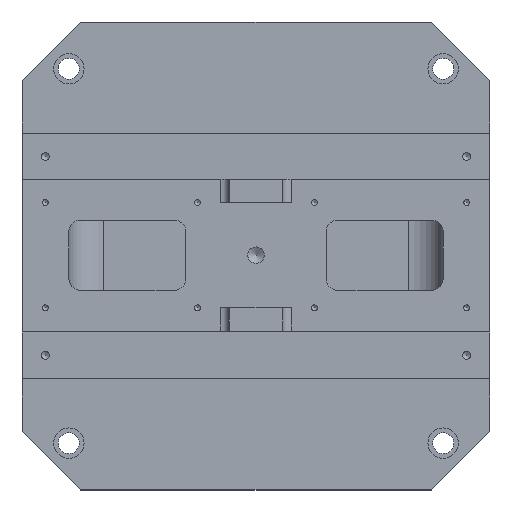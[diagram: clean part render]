
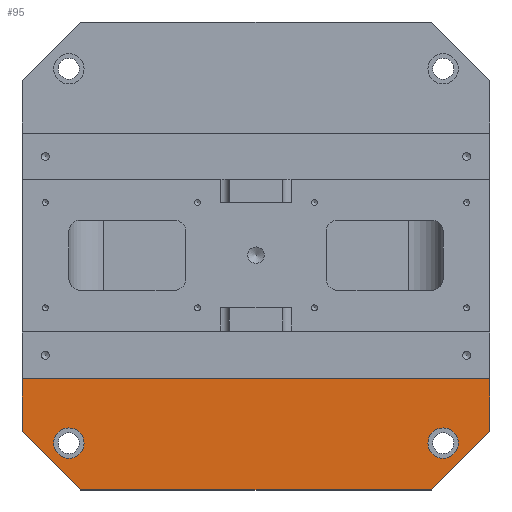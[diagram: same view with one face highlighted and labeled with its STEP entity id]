
A CAD part, top view. The second image highlights one B-rep face of the part: STEP entity #95.
In plain terms, the highlighted planar face has unit normal (0, 0, 1).
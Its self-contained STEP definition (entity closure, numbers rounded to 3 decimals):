
#95 = ADVANCED_FACE( '', ( #418, #419, #420 ), #421, .F. );
#418 = FACE_BOUND( '', #1114, .T. );
#419 = FACE_BOUND( '', #1115, .T. );
#420 = FACE_OUTER_BOUND( '', #1116, .T. );
#421 = PLANE( '', #1117 );
#1114 = EDGE_LOOP( '', ( #2649 ) );
#1115 = EDGE_LOOP( '', ( #2650 ) );
#1116 = EDGE_LOOP( '', ( #2651, #2652, #2653, #2654, #2655, #2656 ) );
#1117 = AXIS2_PLACEMENT_3D( '', #2657, #2658, #2659 );
#2649 = ORIENTED_EDGE( '', *, *, #4476, .T. );
#2650 = ORIENTED_EDGE( '', *, *, #4477, .T. );
#2651 = ORIENTED_EDGE( '', *, *, #4439, .F. );
#2652 = ORIENTED_EDGE( '', *, *, #4478, .T. );
#2653 = ORIENTED_EDGE( '', *, *, #4441, .T. );
#2654 = ORIENTED_EDGE( '', *, *, #4479, .T. );
#2655 = ORIENTED_EDGE( '', *, *, #4480, .T. );
#2656 = ORIENTED_EDGE( '', *, *, #4481, .T. );
#2657 = CARTESIAN_POINT( '', ( -200., 200., 40. ) );
#2658 = DIRECTION( '', ( 0., 0., -1. ) );
#2659 = DIRECTION( '', ( -1., 0., 0. ) );
#4439 = EDGE_CURVE( '', #5190, #5192, #5193, .T. );
#4441 = EDGE_CURVE( '', #5195, #5196, #5197, .F. );
#4476 = EDGE_CURVE( '', #5261, #5261, #5262, .T. );
#4477 = EDGE_CURVE( '', #5263, #5263, #5264, .T. );
#4478 = EDGE_CURVE( '', #5190, #5195, #5265, .T. );
#4479 = EDGE_CURVE( '', #5196, #5266, #5267, .T. );
#4480 = EDGE_CURVE( '', #5266, #5268, #5269, .F. );
#4481 = EDGE_CURVE( '', #5268, #5192, #5270, .T. );
#5190 = VERTEX_POINT( '', #6232 );
#5192 = VERTEX_POINT( '', #6235 );
#5193 = LINE( '', #6236, #6237 );
#5195 = VERTEX_POINT( '', #6240 );
#5196 = VERTEX_POINT( '', #6241 );
#5197 = LINE( '', #6242, #6243 );
#5261 = VERTEX_POINT( '', #6330 );
#5262 = CIRCLE( '', #6331, 13. );
#5263 = VERTEX_POINT( '', #6332 );
#5264 = CIRCLE( '', #6333, 13. );
#5265 = LINE( '', #6334, #6335 );
#5266 = VERTEX_POINT( '', #6336 );
#5267 = LINE( '', #6337, #6338 );
#5268 = VERTEX_POINT( '', #6339 );
#5269 = LINE( '', #6340, #6341 );
#5270 = LINE( '', #6342, #6343 );
#6232 = CARTESIAN_POINT( '', ( -200., -105., 40. ) );
#6235 = CARTESIAN_POINT( '', ( 200., -105., 40. ) );
#6236 = CARTESIAN_POINT( '', ( -200., -105., 40. ) );
#6237 = VECTOR( '', #7601, 1000. );
#6240 = CARTESIAN_POINT( '', ( -200., -150., 40. ) );
#6241 = CARTESIAN_POINT( '', ( -150., -200., 40. ) );
#6242 = CARTESIAN_POINT( '', ( -150., -200., 40. ) );
#6243 = VECTOR( '', #7603, 1000. );
#6330 = CARTESIAN_POINT( '', ( -160., -173., 40. ) );
#6331 = AXIS2_PLACEMENT_3D( '', #7660, #7661, #7662 );
#6332 = CARTESIAN_POINT( '', ( 160., -173., 40. ) );
#6333 = AXIS2_PLACEMENT_3D( '', #7663, #7664, #7665 );
#6334 = CARTESIAN_POINT( '', ( -200., 200., 40. ) );
#6335 = VECTOR( '', #7666, 1000. );
#6336 = CARTESIAN_POINT( '', ( 150., -200., 40. ) );
#6337 = CARTESIAN_POINT( '', ( -200., -200., 40. ) );
#6338 = VECTOR( '', #7667, 1000. );
#6339 = CARTESIAN_POINT( '', ( 200., -150., 40. ) );
#6340 = CARTESIAN_POINT( '', ( 200., -150., 40. ) );
#6341 = VECTOR( '', #7668, 1000. );
#6342 = CARTESIAN_POINT( '', ( 200., -200., 40. ) );
#6343 = VECTOR( '', #7669, 1000. );
#7601 = DIRECTION( '', ( 1., 0., 0. ) );
#7603 = DIRECTION( '', ( -0.707, 0.707, 0. ) );
#7660 = CARTESIAN_POINT( '', ( -160., -160., 40. ) );
#7661 = DIRECTION( '', ( 0., 0., -1. ) );
#7662 = DIRECTION( '', ( 0., -1., 0. ) );
#7663 = CARTESIAN_POINT( '', ( 160., -160., 40. ) );
#7664 = DIRECTION( '', ( 0., 0., -1. ) );
#7665 = DIRECTION( '', ( 0., -1., 0. ) );
#7666 = DIRECTION( '', ( 0., -1., 0. ) );
#7667 = DIRECTION( '', ( 1., 0., 0. ) );
#7668 = DIRECTION( '', ( -0.707, -0.707, 0. ) );
#7669 = DIRECTION( '', ( 0., 1., 0. ) );
